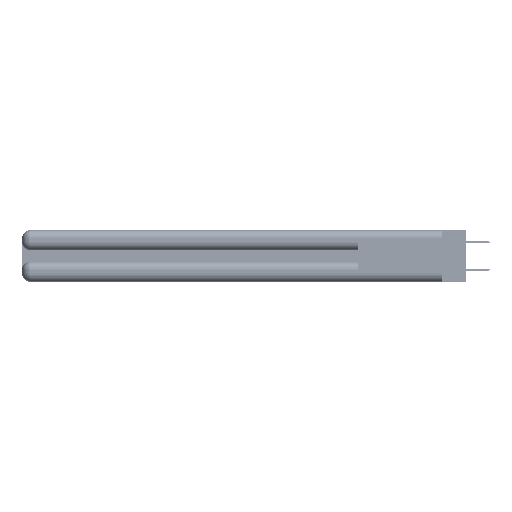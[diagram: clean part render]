
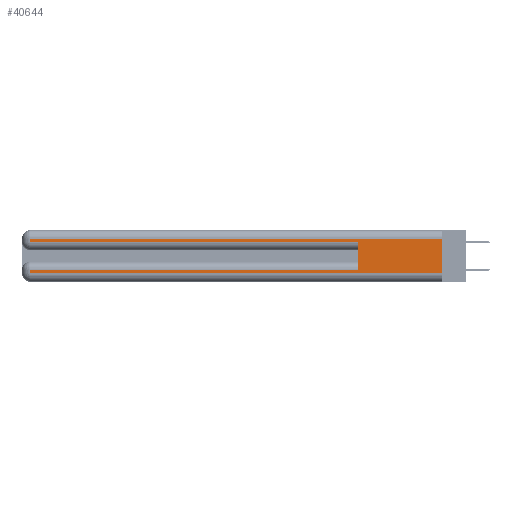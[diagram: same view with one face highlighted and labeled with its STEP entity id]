
A CAD part, left-side view. The second image highlights one B-rep face of the part: STEP entity #40644.
In plain terms, the highlighted planar face has unit normal (-1, 0, 0).
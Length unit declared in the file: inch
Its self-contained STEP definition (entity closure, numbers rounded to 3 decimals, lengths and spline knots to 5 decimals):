
#1072 = EDGE_LOOP ( 'NONE', ( #49254, #16092, #16685, #29869, #33021, #15345, #36716, #5974 ) ) ;
#2083 = EDGE_CURVE ( 'NONE', #30977, #10442, #44708, .T. ) ;
#2300 = CARTESIAN_POINT ( 'NONE',  ( 0., 2.94, 0.37 ) ) ;
#2667 = VECTOR ( 'NONE', #31650, 39.37008 ) ;
#3467 = DIRECTION ( 'NONE',  ( 0., 0., -1. ) ) ;
#4148 = VERTEX_POINT ( 'NONE', #47219 ) ;
#4910 = VERTEX_POINT ( 'NONE', #40388 ) ;
#5974 = ORIENTED_EDGE ( 'NONE', *, *, #10038, .T. ) ;
#6332 = CARTESIAN_POINT ( 'NONE',  ( 0., 2.94, 0.31 ) ) ;
#7811 = VERTEX_POINT ( 'NONE', #8118 ) ;
#8118 = CARTESIAN_POINT ( 'NONE',  ( 0., 2.94, 0.06 ) ) ;
#8195 = LINE ( 'NONE', #42132, #31879 ) ;
#10038 = EDGE_CURVE ( 'NONE', #7811, #41695, #8195, .T. ) ;
#10372 = VECTOR ( 'NONE', #3467, 39.37008 ) ;
#10442 = VERTEX_POINT ( 'NONE', #32244 ) ;
#12597 = VECTOR ( 'NONE', #17227, 39.37008 ) ;
#13796 = VECTOR ( 'NONE', #47839, 39.37008 ) ;
#14124 = DIRECTION ( 'NONE',  ( 0., 0., -1. ) ) ;
#14151 = DIRECTION ( 'NONE',  ( 1., 0., 0. ) ) ;
#14490 = CARTESIAN_POINT ( 'NONE',  ( 0., 0., 0.37 ) ) ;
#15345 = ORIENTED_EDGE ( 'NONE', *, *, #2083, .T. ) ;
#15448 = LINE ( 'NONE', #2300, #45909 ) ;
#15470 = CARTESIAN_POINT ( 'NONE',  ( 0., 0., 0.31 ) ) ;
#15733 = DIRECTION ( 'NONE',  ( 0., 1., 0. ) ) ;
#15922 = CARTESIAN_POINT ( 'NONE',  ( 0., 0.6, 0.145 ) ) ;
#16092 = ORIENTED_EDGE ( 'NONE', *, *, #22512, .T. ) ;
#16685 = ORIENTED_EDGE ( 'NONE', *, *, #37953, .T. ) ;
#17227 = DIRECTION ( 'NONE',  ( 0., -1., 0. ) ) ;
#17981 = VERTEX_POINT ( 'NONE', #37669 ) ;
#18402 = DIRECTION ( 'NONE',  ( 0., -1., 0. ) ) ;
#19946 = DIRECTION ( 'NONE',  ( 0., 0., 1. ) ) ;
#20384 = EDGE_CURVE ( 'NONE', #10442, #7811, #46414, .T. ) ;
#20694 = CARTESIAN_POINT ( 'NONE',  ( 0., 0., 0.285 ) ) ;
#21150 = EDGE_CURVE ( 'NONE', #30977, #4910, #46364, .T. ) ;
#22512 = EDGE_CURVE ( 'NONE', #17981, #49255, #46780, .T. ) ;
#23150 = CARTESIAN_POINT ( 'NONE',  ( 0., 2.94, 0.37 ) ) ;
#24027 = VECTOR ( 'NONE', #19946, 39.37008 ) ;
#24933 = CARTESIAN_POINT ( 'NONE',  ( 0., 0., 0.06 ) ) ;
#26180 = DIRECTION ( 'NONE',  ( 0., 0., -1. ) ) ;
#26585 = CARTESIAN_POINT ( 'NONE',  ( 0., 0., 0.085 ) ) ;
#29869 = ORIENTED_EDGE ( 'NONE', *, *, #47181, .T. ) ;
#30977 = VERTEX_POINT ( 'NONE', #33141 ) ;
#31341 = EDGE_CURVE ( 'NONE', #17981, #41695, #36144, .T. ) ;
#31650 = DIRECTION ( 'NONE',  ( 0., 1., 0. ) ) ;
#31879 = VECTOR ( 'NONE', #18402, 39.37008 ) ;
#32244 = CARTESIAN_POINT ( 'NONE',  ( 0., 2.94, 0.085 ) ) ;
#33021 = ORIENTED_EDGE ( 'NONE', *, *, #21150, .F. ) ;
#33141 = CARTESIAN_POINT ( 'NONE',  ( 0., 0.6, 0.085 ) ) ;
#33760 = LINE ( 'NONE', #20694, #12597 ) ;
#34171 = VECTOR ( 'NONE', #15733, 39.37008 ) ;
#34295 = PLANE ( 'NONE',  #46032 ) ;
#36144 = LINE ( 'NONE', #46986, #13796 ) ;
#36257 = FACE_OUTER_BOUND ( 'NONE', #1072, .T. ) ;
#36716 = ORIENTED_EDGE ( 'NONE', *, *, #20384, .T. ) ;
#37669 = CARTESIAN_POINT ( 'NONE',  ( 0., 0., 0.31 ) ) ;
#37953 = EDGE_CURVE ( 'NONE', #49255, #4148, #15448, .T. ) ;
#40388 = CARTESIAN_POINT ( 'NONE',  ( 0., 0.6, 0.285 ) ) ;
#40644 = ADVANCED_FACE ( 'NONE', ( #36257 ), #34295, .F. ) ;
#41695 = VERTEX_POINT ( 'NONE', #24933 ) ;
#42132 = CARTESIAN_POINT ( 'NONE',  ( 0., 0., 0.06 ) ) ;
#44708 = LINE ( 'NONE', #26585, #34171 ) ;
#45909 = VECTOR ( 'NONE', #14124, 39.37008 ) ;
#46032 = AXIS2_PLACEMENT_3D ( 'NONE', #14490, #14151, #26180 ) ;
#46364 = LINE ( 'NONE', #15922, #24027 ) ;
#46414 = LINE ( 'NONE', #23150, #10372 ) ;
#46780 = LINE ( 'NONE', #15470, #2667 ) ;
#46986 = CARTESIAN_POINT ( 'NONE',  ( 0., 0., 0.37 ) ) ;
#47181 = EDGE_CURVE ( 'NONE', #4148, #4910, #33760, .T. ) ;
#47219 = CARTESIAN_POINT ( 'NONE',  ( 0., 2.94, 0.285 ) ) ;
#47839 = DIRECTION ( 'NONE',  ( 0., 0., -1. ) ) ;
#49254 = ORIENTED_EDGE ( 'NONE', *, *, #31341, .F. ) ;
#49255 = VERTEX_POINT ( 'NONE', #6332 ) ;
